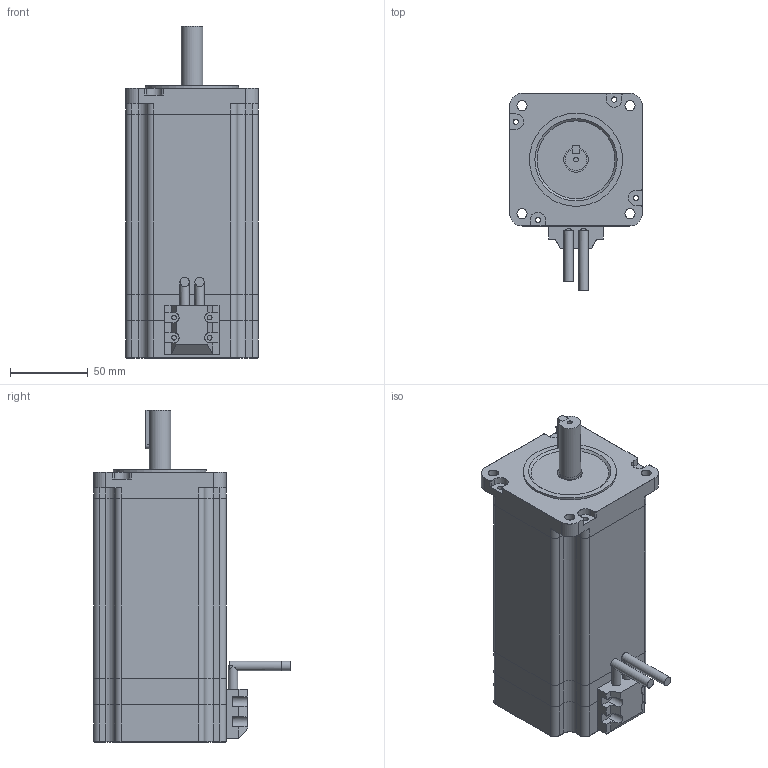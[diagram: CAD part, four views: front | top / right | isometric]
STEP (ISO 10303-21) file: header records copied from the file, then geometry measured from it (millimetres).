
FILE_DESCRIPTION(/* description */ (''),/* implementation_level */ '2;1');
FILE_NAME(/* name */ 'MP3-86T150.step',/* time_stamp */ '2021-07-28T13:16:44+08:00',/* author */ (''),/* organization */ (''),/* preprocessor_version */ 'ST-DEVELOPER v16',/* originating_system */ 'SIEMENS PLM Software NX 10.0',/* authorisation */ '');
FILE_SCHEMA (('AUTOMOTIVE_DESIGN { 1 0 10303 214 3 1 1 1 }'));
Length unit declared in the file: millimetre
Products named in the file (1): MP3-86T150
Bounding box: 85.5 x 126.97 x 214 mm (x, y, z)
Volume: 1160441.6 mm3; surface area: 145784.2 mm2
Topology: 11 solids, 11 shells, 301 faces, 809 edges, 536 vertices
Faces by surface type: plane 147, cylinder 141, torus 12, cone 1
Full cylindrical faces by diameter (mm): 3 x5, 3.4 x16, 6 x4, 6.5 x8, 14 x4, 16 x3, 60 x1
Entity records: 9344 total; most frequent: DIRECTION 1654, CARTESIAN_POINT 1597, ORIENTED_EDGE 1496, EDGE_CURVE 748, AXIS2_PLACEMENT_3D 607, VERTEX_POINT 519, LINE 440, VECTOR 440
